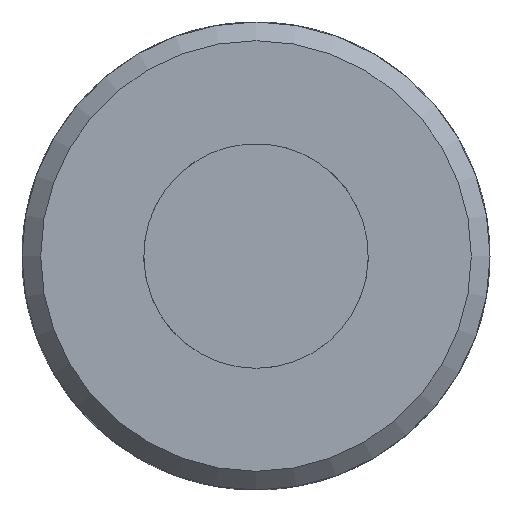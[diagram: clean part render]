
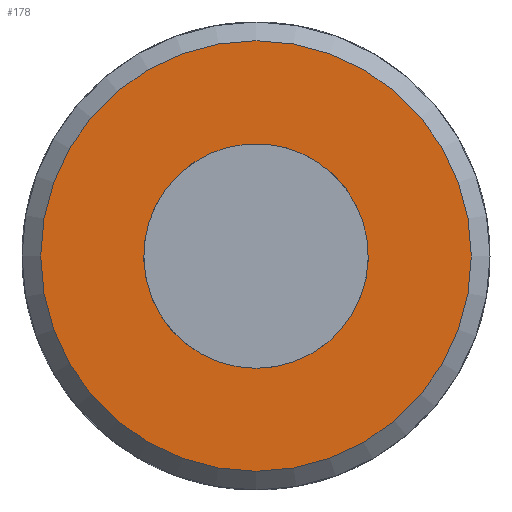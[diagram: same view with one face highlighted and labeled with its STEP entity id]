
A CAD part, left-side view. The second image highlights one B-rep face of the part: STEP entity #178.
In plain terms, the highlighted planar face has unit normal (-1, 0, 0).
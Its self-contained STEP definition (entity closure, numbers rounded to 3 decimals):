
#178 = ADVANCED_FACE( '', ( #343, #344 ), #345, .F. );
#343 = FACE_OUTER_BOUND( '', #489, .T. );
#344 = FACE_BOUND( '', #490, .T. );
#345 = PLANE( '', #491 );
#489 = EDGE_LOOP( '', ( #752 ) );
#490 = EDGE_LOOP( '', ( #753 ) );
#491 = AXIS2_PLACEMENT_3D( '', #754, #755, #756 );
#752 = ORIENTED_EDGE( '', *, *, #862, .F. );
#753 = ORIENTED_EDGE( '', *, *, #783, .T. );
#754 = CARTESIAN_POINT( '', ( 0., 0., 0. ) );
#755 = DIRECTION( '', ( 1., 0., 0. ) );
#756 = DIRECTION( '', ( 0., 0., -1. ) );
#783 = EDGE_CURVE( '', #885, #885, #886, .T. );
#862 = EDGE_CURVE( '', #1008, #1008, #1009, .T. );
#885 = VERTEX_POINT( '', #1032 );
#886 = CIRCLE( '', #1033, 6. );
#1008 = VERTEX_POINT( '', #1549 );
#1009 = CIRCLE( '', #1550, 11.5 );
#1032 = CARTESIAN_POINT( '', ( 0., 0., -6. ) );
#1033 = AXIS2_PLACEMENT_3D( '', #1576, #1577, #1578 );
#1549 = CARTESIAN_POINT( '', ( 0., 0., -11.5 ) );
#1550 = AXIS2_PLACEMENT_3D( '', #1662, #1663, #1664 );
#1576 = CARTESIAN_POINT( '', ( 0., 0., 0. ) );
#1577 = DIRECTION( '', ( 1., 0., 0. ) );
#1578 = DIRECTION( '', ( 0., 0., -1. ) );
#1662 = CARTESIAN_POINT( '', ( 0., 0., 0. ) );
#1663 = DIRECTION( '', ( 1., 0., 0. ) );
#1664 = DIRECTION( '', ( 0., 0., -1. ) );
